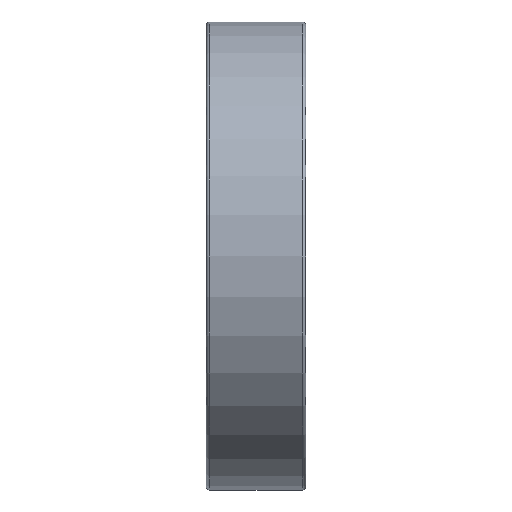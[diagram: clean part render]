
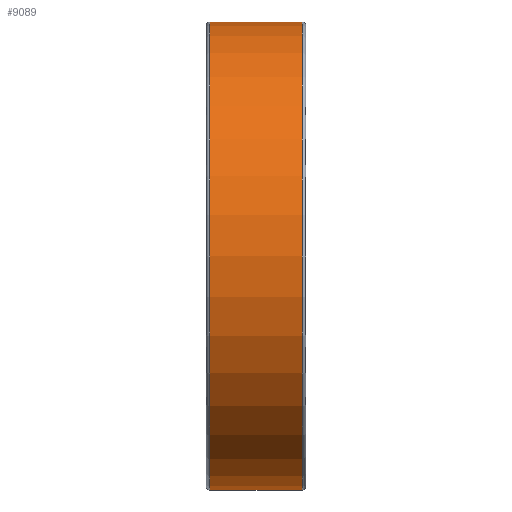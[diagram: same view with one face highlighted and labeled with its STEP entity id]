
A CAD part, front view. The second image highlights one B-rep face of the part: STEP entity #9089.
In plain terms, the highlighted cylindrical face has radius 37.5 mm (diameter 75 mm), a partial arc.
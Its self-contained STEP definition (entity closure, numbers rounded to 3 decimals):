
#605 = EDGE_CURVE ( 'NONE', #9641, #9640, #4498, .T. ) ;
#1268 = ORIENTED_EDGE ( 'NONE', *, *, #10297, .F. ) ;
#1269 = ORIENTED_EDGE ( 'NONE', *, *, #9313, .T. ) ;
#1270 = ORIENTED_EDGE ( 'NONE', *, *, #10295, .T. ) ;
#1271 = ORIENTED_EDGE ( 'NONE', *, *, #605, .F. ) ;
#1424 = CARTESIAN_POINT ( 'NONE',  ( -15.45, 0., 0. ) ) ;
#1425 = DIRECTION ( 'NONE',  ( 1., 0., 0. ) ) ;
#1426 = DIRECTION ( 'NONE',  ( 0., 0., -1. ) ) ;
#1720 = CARTESIAN_POINT ( 'NONE',  ( -0.55, 0., -37.5 ) ) ;
#1721 = CARTESIAN_POINT ( 'NONE',  ( -0.55, 0., 37.5 ) ) ;
#1722 = CARTESIAN_POINT ( 'NONE',  ( -15.45, 0., 37.5 ) ) ;
#1723 = CARTESIAN_POINT ( 'NONE',  ( -15.45, 0., -37.5 ) ) ;
#3641 = LINE ( 'NONE', #3649, #9345 ) ;
#3645 = CARTESIAN_POINT ( 'NONE',  ( 0., 0., -37.5 ) ) ;
#3649 = CARTESIAN_POINT ( 'NONE',  ( 0., 0., 37.5 ) ) ;
#3650 = LINE ( 'NONE', #3645, #9344 ) ;
#3654 = DIRECTION ( 'NONE',  ( 1., 0., 0. ) ) ;
#3658 = DIRECTION ( 'NONE',  ( 1., 0., 0. ) ) ;
#4449 = DIRECTION ( 'NONE',  ( 1., 0., 0. ) ) ;
#4458 = FACE_OUTER_BOUND ( 'NONE', #8431, .T. ) ;
#4460 = CARTESIAN_POINT ( 'NONE',  ( 0., 0., 0. ) ) ;
#4463 = CYLINDRICAL_SURFACE ( 'NONE', #4679, 37.5 ) ;
#4464 = DIRECTION ( 'NONE',  ( 0., 0., -1. ) ) ;
#4498 = CIRCLE ( 'NONE', #5137, 37.5 ) ;
#4679 = AXIS2_PLACEMENT_3D ( 'NONE', #4460, #4449, #4464 ) ;
#5137 = AXIS2_PLACEMENT_3D ( 'NONE', #7387, #7386, #7385 ) ;
#5203 = AXIS2_PLACEMENT_3D ( 'NONE', #1424, #1425, #1426 ) ;
#5205 = CIRCLE ( 'NONE', #5203, 37.5 ) ;
#7385 = DIRECTION ( 'NONE',  ( 0., 0., -1. ) ) ;
#7386 = DIRECTION ( 'NONE',  ( 1., 0., 0. ) ) ;
#7387 = CARTESIAN_POINT ( 'NONE',  ( -0.55, 0., 0. ) ) ;
#8431 = EDGE_LOOP ( 'NONE', ( #1268, #1269, #1270, #1271 ) ) ;
#9089 = ADVANCED_FACE ( 'NONE', ( #4458 ), #4463, .T. ) ;
#9313 = EDGE_CURVE ( 'NONE', #9642, #9643, #5205, .T. ) ;
#9344 = VECTOR ( 'NONE', #3654, 1000. ) ;
#9345 = VECTOR ( 'NONE', #3658, 1000. ) ;
#9640 = VERTEX_POINT ( 'NONE', #1720 ) ;
#9641 = VERTEX_POINT ( 'NONE', #1721 ) ;
#9642 = VERTEX_POINT ( 'NONE', #1722 ) ;
#9643 = VERTEX_POINT ( 'NONE', #1723 ) ;
#10295 = EDGE_CURVE ( 'NONE', #9643, #9640, #3650, .T. ) ;
#10297 = EDGE_CURVE ( 'NONE', #9642, #9641, #3641, .T. ) ;
